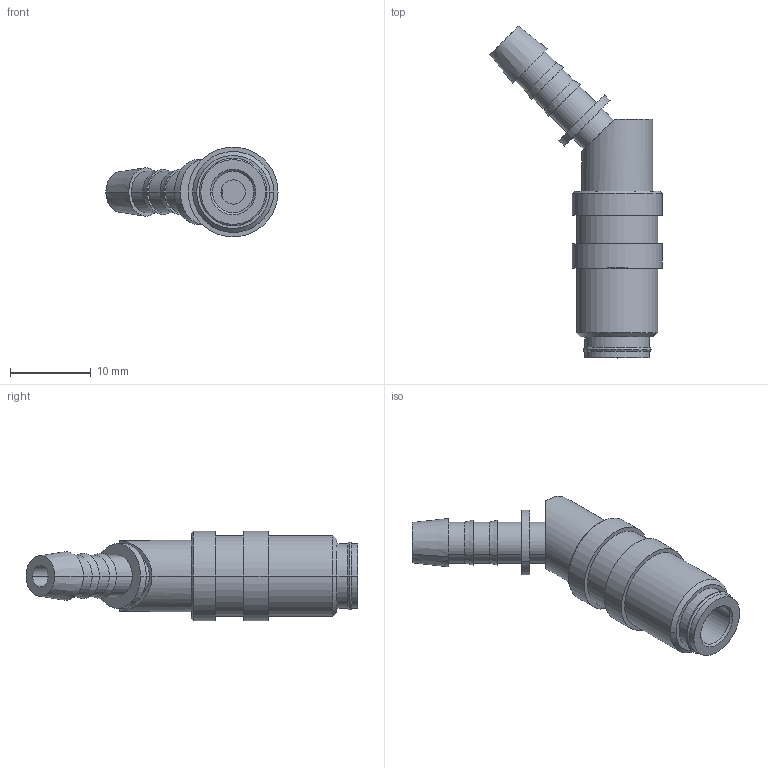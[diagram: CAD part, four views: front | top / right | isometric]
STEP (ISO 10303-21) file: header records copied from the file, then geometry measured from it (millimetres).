
FILE_DESCRIPTION(('STEP AP214'),'1');
FILE_NAME('eshmc_5_tl-45ab.stp','2020-04-22T06:05:32',('TraceParts'),('TraceParts S.A.'),'Spatial InterOp 3D',' ',' ');
FILE_SCHEMA(('automotive_design'));
Length unit declared in the file: millimetre
Products named in the file (1): 1
Bounding box: 21.26 x 41 x 11.1 mm (x, y, z)
Volume: 2066.9 mm3; surface area: 1936.5 mm2
Topology: 1 solids, 1 shells, 62 faces, 127 edges, 79 vertices
Faces by surface type: cylinder 30, plane 16, cone 12, torus 4
Entity records: 2277 total; most frequent: CARTESIAN_POINT 377, DIRECTION 333, ORIENTED_EDGE 254, AXIS2_PLACEMENT_3D 145, EDGE_CURVE 127, VERTEX_POINT 79, CIRCLE 78, EDGE_LOOP 76
